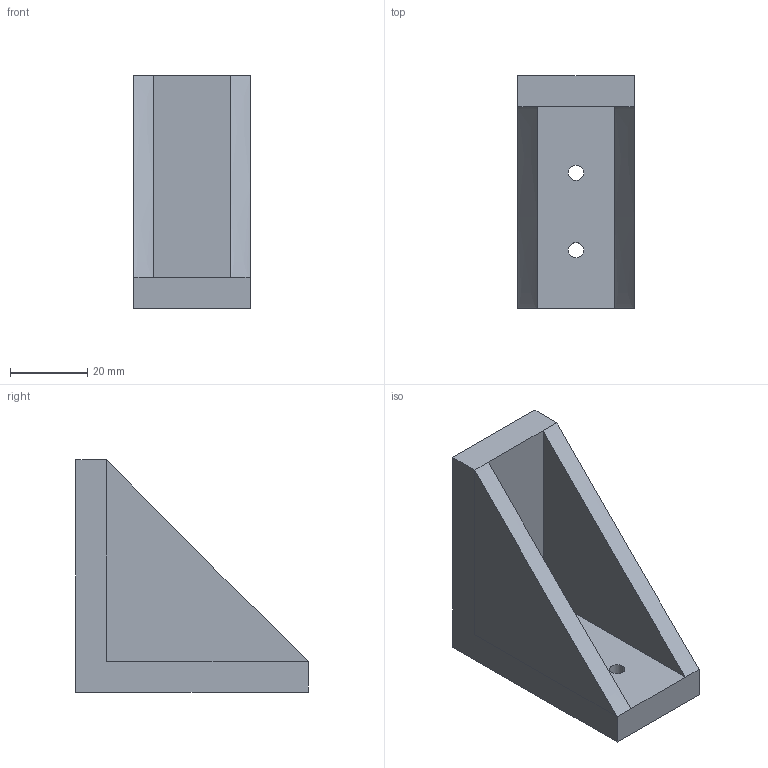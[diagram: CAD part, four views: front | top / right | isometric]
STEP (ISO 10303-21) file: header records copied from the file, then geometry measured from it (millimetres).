
FILE_DESCRIPTION(('FreeCAD Model'),'2;1');
FILE_NAME('Open CASCADE Shape Model','2026-02-27T17:53:39',('FreeCAD'),( 'FreeCAD'),'Open CASCADE STEP processor 7.8','FreeCAD','Unknown');
FILE_SCHEMA(('AUTOMOTIVE_DESIGN { 1 0 10303 214 1 1 1 1 }'));
Length unit declared in the file: millimetre
Products named in the file (1): Open CASCADE STEP translator 7.8 1
Bounding box: 30 x 60 x 60 mm (x, y, z)
Volume: 40037.1 mm3; surface area: 14181.6 mm2
Topology: 1 solids, 1 shells, 16 faces, 36 edges, 22 vertices
Faces by surface type: plane 12, cylinder 2, extrusion 2
Full cylindrical faces by diameter (mm): 4 x2
Entity records: 464 total; most frequent: CARTESIAN_POINT 93, ORIENTED_EDGE 72, DIRECTION 68, EDGE_CURVE 36, VECTOR 30, LINE 28, VERTEX_POINT 22, FACE_BOUND 20
